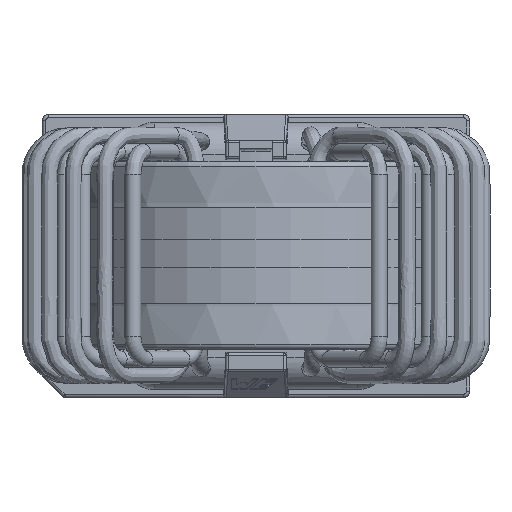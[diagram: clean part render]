
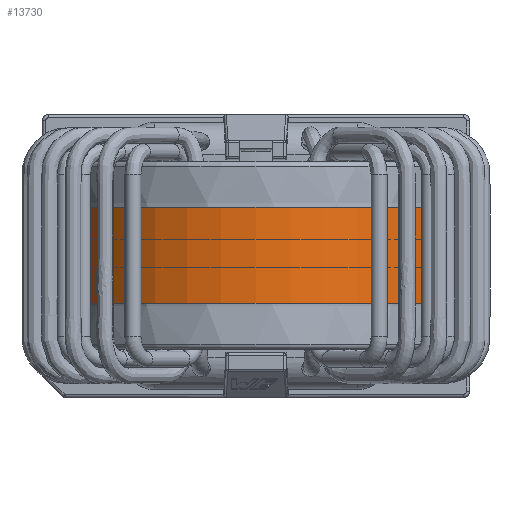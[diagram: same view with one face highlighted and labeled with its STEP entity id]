
A CAD part, top view. The second image highlights one B-rep face of the part: STEP entity #13730.
In plain terms, the highlighted cylindrical face has radius 18.85 mm (diameter 37.7 mm), a full revolution.
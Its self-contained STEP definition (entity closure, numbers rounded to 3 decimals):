
#459=CYLINDRICAL_SURFACE('',#17377,18.85);
#1090=CIRCLE('',#17378,18.85);
#1091=CIRCLE('',#17379,18.85);
#4707=ORIENTED_EDGE('',*,*,#6508,.T.);
#4708=ORIENTED_EDGE('',*,*,#6509,.F.);
#6508=EDGE_CURVE('',#7780,#7780,#1090,.T.);
#6509=EDGE_CURVE('',#7781,#7781,#1091,.T.);
#7780=VERTEX_POINT('',#62241);
#7781=VERTEX_POINT('',#62243);
#11299=EDGE_LOOP('',(#4707));
#11300=EDGE_LOOP('',(#4708));
#12478=FACE_BOUND('',#11299,.T.);
#12479=FACE_BOUND('',#11300,.T.);
#13730=ADVANCED_FACE('',(#12478,#12479),#459,.T.);
#17377=AXIS2_PLACEMENT_3D('',#62239,#21279,#21280);
#17378=AXIS2_PLACEMENT_3D('',#62240,#21281,#21282);
#17379=AXIS2_PLACEMENT_3D('',#62242,#21283,#21284);
#21279=DIRECTION('',(0.,1.,0.));
#21280=DIRECTION('',(0.,0.,1.));
#21281=DIRECTION('',(0.,1.,0.));
#21282=DIRECTION('',(1.,0.,0.));
#21283=DIRECTION('',(0.,1.,0.));
#21284=DIRECTION('',(1.,0.,0.));
#62239=CARTESIAN_POINT('',(0.,-4.5,0.));
#62240=CARTESIAN_POINT('',(0.,-4.5,0.));
#62241=CARTESIAN_POINT('',(18.85,-4.5,0.));
#62242=CARTESIAN_POINT('',(0.,4.5,0.));
#62243=CARTESIAN_POINT('',(18.85,4.5,0.));
